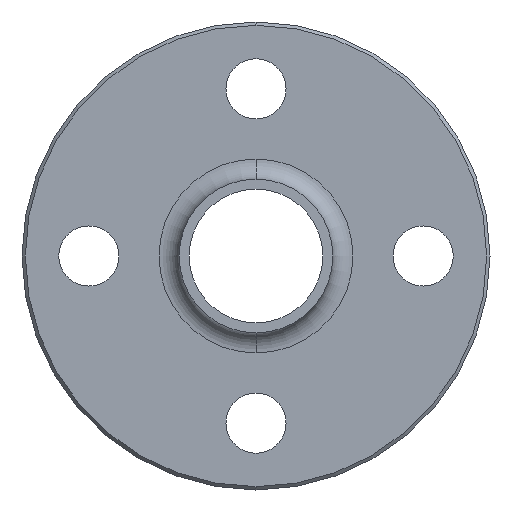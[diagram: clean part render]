
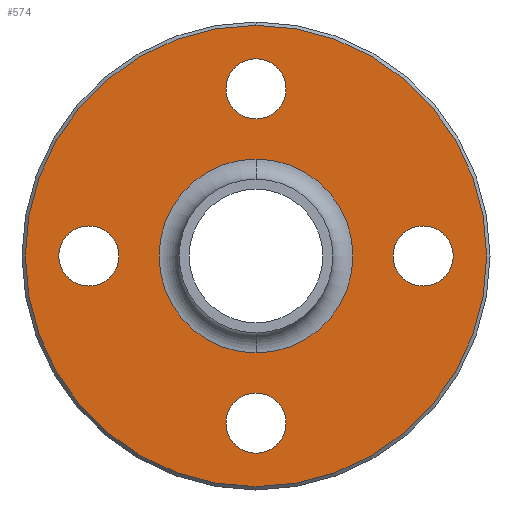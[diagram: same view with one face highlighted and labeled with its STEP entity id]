
A CAD part, left-side view. The second image highlights one B-rep face of the part: STEP entity #574.
In plain terms, the highlighted planar face has unit normal (-1, 0, 0).
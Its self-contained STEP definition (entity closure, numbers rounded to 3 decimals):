
#1 = EDGE_CURVE ( 'NONE', #547, #63, #509, .T. ) ;
#9 = ORIENTED_EDGE ( 'NONE', *, *, #865, .T. ) ;
#13 = CIRCLE ( 'NONE', #577, 14.5 ) ;
#16 = VERTEX_POINT ( 'NONE', #948 ) ;
#22 = CARTESIAN_POINT ( 'NONE',  ( 6.609, -25., 0. ) ) ;
#27 = DIRECTION ( 'NONE',  ( 1., 0., 0. ) ) ;
#45 = ORIENTED_EDGE ( 'NONE', *, *, #518, .T. ) ;
#51 = DIRECTION ( 'NONE',  ( 1., 0., 0. ) ) ;
#63 = VERTEX_POINT ( 'NONE', #425 ) ;
#71 = DIRECTION ( 'NONE',  ( 0., 0., -1. ) ) ;
#79 = ORIENTED_EDGE ( 'NONE', *, *, #906, .T. ) ;
#96 = DIRECTION ( 'NONE',  ( 1., 0., 0. ) ) ;
#104 = VERTEX_POINT ( 'NONE', #492 ) ;
#105 = PLANE ( 'NONE',  #829 ) ;
#114 = CIRCLE ( 'NONE', #666, 4.5 ) ;
#116 = ORIENTED_EDGE ( 'NONE', *, *, #863, .T. ) ;
#129 = CARTESIAN_POINT ( 'NONE',  ( 6.609, 0., 25. ) ) ;
#131 = EDGE_CURVE ( 'NONE', #765, #16, #852, .T. ) ;
#154 = EDGE_LOOP ( 'NONE', ( #202, #116 ) ) ;
#158 = CIRCLE ( 'NONE', #714, 4.5 ) ;
#181 = FACE_OUTER_BOUND ( 'NONE', #334, .T. ) ;
#183 = DIRECTION ( 'NONE',  ( 1., 0., 0. ) ) ;
#187 = DIRECTION ( 'NONE',  ( 0., 0., -1. ) ) ;
#202 = ORIENTED_EDGE ( 'NONE', *, *, #131, .T. ) ;
#207 = DIRECTION ( 'NONE',  ( 0., 0., -1. ) ) ;
#219 = CIRCLE ( 'NONE', #396, 34.5 ) ;
#245 = ORIENTED_EDGE ( 'NONE', *, *, #761, .F. ) ;
#254 = AXIS2_PLACEMENT_3D ( 'NONE', #563, #954, #857 ) ;
#256 = FACE_BOUND ( 'NONE', #154, .T. ) ;
#259 = DIRECTION ( 'NONE',  ( 0., 0., 1. ) ) ;
#264 = CARTESIAN_POINT ( 'NONE',  ( 6.609, 0., 0. ) ) ;
#269 = CIRCLE ( 'NONE', #899, 4.5 ) ;
#273 = EDGE_LOOP ( 'NONE', ( #692, #45 ) ) ;
#274 = CARTESIAN_POINT ( 'NONE',  ( 6.609, -25., 4.5 ) ) ;
#280 = VERTEX_POINT ( 'NONE', #282 ) ;
#282 = CARTESIAN_POINT ( 'NONE',  ( 6.609, 0., 29.5 ) ) ;
#283 = DIRECTION ( 'NONE',  ( 0., 0., -1. ) ) ;
#320 = CARTESIAN_POINT ( 'NONE',  ( 6.609, 0., -14.5 ) ) ;
#325 = DIRECTION ( 'NONE',  ( 1., 0., 0. ) ) ;
#329 = FACE_BOUND ( 'NONE', #724, .T. ) ;
#334 = EDGE_LOOP ( 'NONE', ( #912, #612 ) ) ;
#361 = DIRECTION ( 'NONE',  ( -1., 0., 0. ) ) ;
#367 = CARTESIAN_POINT ( 'NONE',  ( 6.609, 0., 0. ) ) ;
#376 = DIRECTION ( 'NONE',  ( -1., 0., 0. ) ) ;
#388 = CARTESIAN_POINT ( 'NONE',  ( 6.609, 0., 0. ) ) ;
#396 = AXIS2_PLACEMENT_3D ( 'NONE', #388, #376, #671 ) ;
#400 = DIRECTION ( 'NONE',  ( 0., 0., -1. ) ) ;
#406 = CARTESIAN_POINT ( 'NONE',  ( 6.609, 0., 34.5 ) ) ;
#412 = CARTESIAN_POINT ( 'NONE',  ( 6.609, 14.5, 0. ) ) ;
#421 = AXIS2_PLACEMENT_3D ( 'NONE', #785, #51, #283 ) ;
#425 = CARTESIAN_POINT ( 'NONE',  ( 6.609, 0., -34.5 ) ) ;
#430 = EDGE_CURVE ( 'NONE', #63, #547, #219, .T. ) ;
#432 = AXIS2_PLACEMENT_3D ( 'NONE', #567, #861, #187 ) ;
#433 = EDGE_CURVE ( 'NONE', #557, #694, #472, .T. ) ;
#450 = CARTESIAN_POINT ( 'NONE',  ( 6.609, 0., -25. ) ) ;
#464 = EDGE_LOOP ( 'NONE', ( #245, #979 ) ) ;
#470 = CARTESIAN_POINT ( 'NONE',  ( 6.609, 25., -4.5 ) ) ;
#472 = CIRCLE ( 'NONE', #770, 4.5 ) ;
#473 = DIRECTION ( 'NONE',  ( 0., 0., -1. ) ) ;
#477 = AXIS2_PLACEMENT_3D ( 'NONE', #367, #361, #506 ) ;
#482 = DIRECTION ( 'NONE',  ( 1., 0., 0. ) ) ;
#485 = CARTESIAN_POINT ( 'NONE',  ( 6.609, 0., 14.5 ) ) ;
#492 = CARTESIAN_POINT ( 'NONE',  ( 6.609, -25., -4.5 ) ) ;
#493 = DIRECTION ( 'NONE',  ( 0., 0., -1. ) ) ;
#494 = ORIENTED_EDGE ( 'NONE', *, *, #433, .T. ) ;
#497 = AXIS2_PLACEMENT_3D ( 'NONE', #701, #325, #493 ) ;
#506 = DIRECTION ( 'NONE',  ( 0., 0., 1. ) ) ;
#509 = CIRCLE ( 'NONE', #254, 34.5 ) ;
#518 = EDGE_CURVE ( 'NONE', #929, #104, #269, .T. ) ;
#547 = VERTEX_POINT ( 'NONE', #406 ) ;
#557 = VERTEX_POINT ( 'NONE', #704 ) ;
#560 = FACE_BOUND ( 'NONE', #464, .T. ) ;
#563 = CARTESIAN_POINT ( 'NONE',  ( 6.609, 0., 0. ) ) ;
#566 = FACE_BOUND ( 'NONE', #782, .T. ) ;
#567 = CARTESIAN_POINT ( 'NONE',  ( 6.609, 25., 0. ) ) ;
#571 = CARTESIAN_POINT ( 'NONE',  ( 6.609, -25., 0. ) ) ;
#574 = ADVANCED_FACE ( 'NONE', ( #329, #934, #566, #256, #560, #181 ), #105, .F. ) ;
#577 = AXIS2_PLACEMENT_3D ( 'NONE', #264, #690, #259 ) ;
#612 = ORIENTED_EDGE ( 'NONE', *, *, #1, .T. ) ;
#613 = CARTESIAN_POINT ( 'NONE',  ( 6.609, 0., -20.5 ) ) ;
#616 = VERTEX_POINT ( 'NONE', #320 ) ;
#632 = CARTESIAN_POINT ( 'NONE',  ( 6.609, 25., 0. ) ) ;
#640 = DIRECTION ( 'NONE',  ( 0., 0., -1. ) ) ;
#646 = VERTEX_POINT ( 'NONE', #896 ) ;
#647 = DIRECTION ( 'NONE',  ( 0., 0., -1. ) ) ;
#650 = CIRCLE ( 'NONE', #729, 4.5 ) ;
#666 = AXIS2_PLACEMENT_3D ( 'NONE', #129, #731, #207 ) ;
#671 = DIRECTION ( 'NONE',  ( 0., 0., 1. ) ) ;
#690 = DIRECTION ( 'NONE',  ( -1., 0., 0. ) ) ;
#692 = ORIENTED_EDGE ( 'NONE', *, *, #763, .T. ) ;
#694 = VERTEX_POINT ( 'NONE', #613 ) ;
#701 = CARTESIAN_POINT ( 'NONE',  ( 6.609, 0., 25. ) ) ;
#704 = CARTESIAN_POINT ( 'NONE',  ( 6.609, 0., -29.5 ) ) ;
#714 = AXIS2_PLACEMENT_3D ( 'NONE', #22, #183, #400 ) ;
#724 = EDGE_LOOP ( 'NONE', ( #9, #966 ) ) ;
#729 = AXIS2_PLACEMENT_3D ( 'NONE', #632, #96, #640 ) ;
#731 = DIRECTION ( 'NONE',  ( 1., 0., 0. ) ) ;
#751 = DIRECTION ( 'NONE',  ( 1., 0., 0. ) ) ;
#761 = EDGE_CURVE ( 'NONE', #904, #616, #13, .T. ) ;
#763 = EDGE_CURVE ( 'NONE', #104, #929, #158, .T. ) ;
#765 = VERTEX_POINT ( 'NONE', #470 ) ;
#770 = AXIS2_PLACEMENT_3D ( 'NONE', #450, #751, #71 ) ;
#782 = EDGE_LOOP ( 'NONE', ( #494, #79 ) ) ;
#785 = CARTESIAN_POINT ( 'NONE',  ( 6.609, 0., -25. ) ) ;
#794 = CIRCLE ( 'NONE', #497, 4.5 ) ;
#829 = AXIS2_PLACEMENT_3D ( 'NONE', #412, #27, #647 ) ;
#852 = CIRCLE ( 'NONE', #432, 4.5 ) ;
#857 = DIRECTION ( 'NONE',  ( 0., 0., 1. ) ) ;
#861 = DIRECTION ( 'NONE',  ( 1., 0., 0. ) ) ;
#863 = EDGE_CURVE ( 'NONE', #16, #765, #650, .T. ) ;
#865 = EDGE_CURVE ( 'NONE', #646, #280, #794, .T. ) ;
#891 = CIRCLE ( 'NONE', #477, 14.5 ) ;
#896 = CARTESIAN_POINT ( 'NONE',  ( 6.609, 0., 20.5 ) ) ;
#899 = AXIS2_PLACEMENT_3D ( 'NONE', #571, #482, #473 ) ;
#904 = VERTEX_POINT ( 'NONE', #485 ) ;
#906 = EDGE_CURVE ( 'NONE', #694, #557, #988, .T. ) ;
#912 = ORIENTED_EDGE ( 'NONE', *, *, #430, .T. ) ;
#929 = VERTEX_POINT ( 'NONE', #274 ) ;
#934 = FACE_BOUND ( 'NONE', #273, .T. ) ;
#943 = EDGE_CURVE ( 'NONE', #280, #646, #114, .T. ) ;
#948 = CARTESIAN_POINT ( 'NONE',  ( 6.609, 25., 4.5 ) ) ;
#954 = DIRECTION ( 'NONE',  ( -1., 0., 0. ) ) ;
#963 = EDGE_CURVE ( 'NONE', #616, #904, #891, .T. ) ;
#966 = ORIENTED_EDGE ( 'NONE', *, *, #943, .T. ) ;
#979 = ORIENTED_EDGE ( 'NONE', *, *, #963, .F. ) ;
#988 = CIRCLE ( 'NONE', #421, 4.5 ) ;
